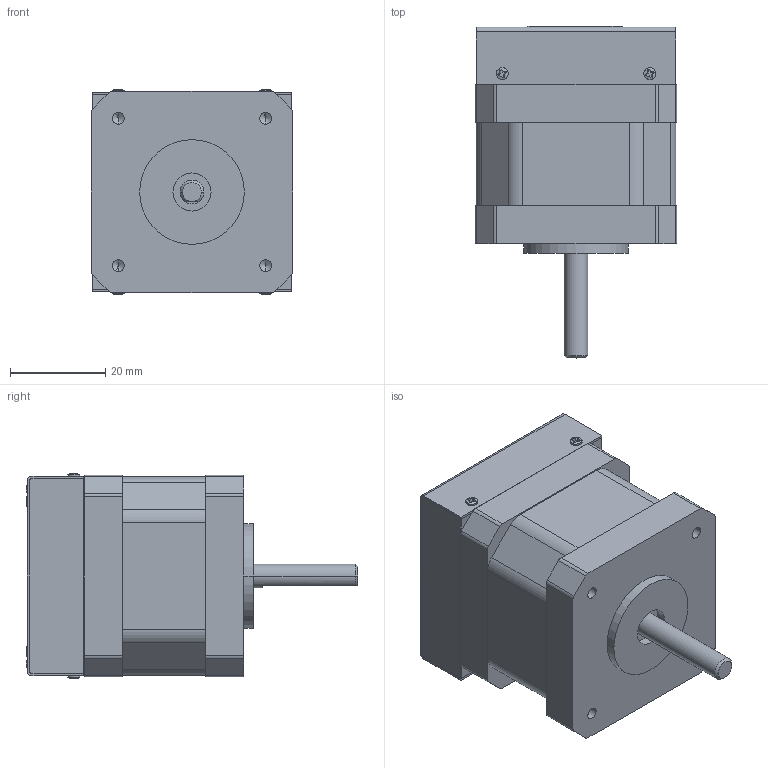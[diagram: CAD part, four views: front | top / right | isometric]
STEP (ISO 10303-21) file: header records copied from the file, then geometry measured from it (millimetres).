
FILE_DESCRIPTION (( 'STEP AP214' ), '1' );
FILE_NAME ('INGUN_115060.STEP', '2024-02-06T10:55:02', ( '' ), ( '' ), 'SwSTEP 2.0', 'SolidWorks 2021', '' );
FILE_SCHEMA (( 'AUTOMOTIVE_DESIGN' ));
Length unit declared in the file: millimetre
Products named in the file (1): INGUN_115060
Bounding box: 42.3 x 69.74 x 43.1 mm (x, y, z)
Surface area: 29184.2 mm2 (no closed solid volume)
Topology: 0 solids, 189 shells, 3899 faces, 9694 edges, 6016 vertices
Faces by surface type: plane 2647, cylinder 799, bspline 374, cone 55, torus 20, sphere 4
Entity records: 167423 total; most frequent: CARTESIAN_POINT 33108, ORIENTED_EDGE 18906, DIRECTION 17457, EDGE_CURVE 9455, VECTOR 7319, LINE 7319, VERTEX_POINT 6016, AXIS2_PLACEMENT_3D 5069
